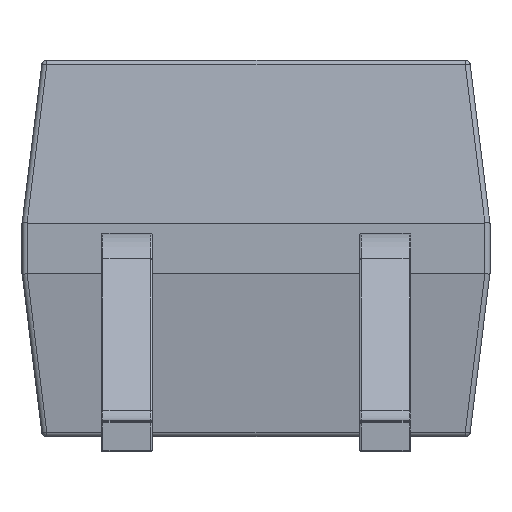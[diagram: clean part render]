
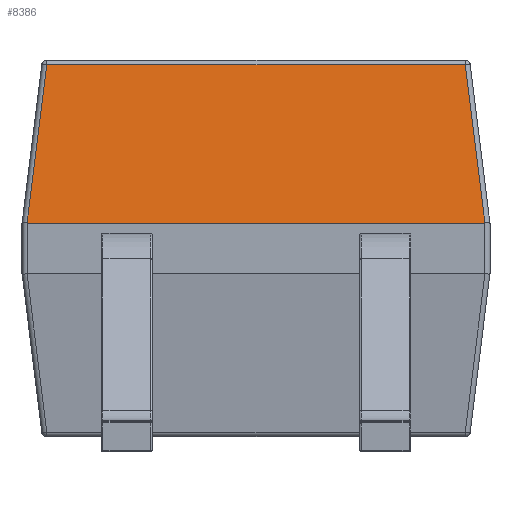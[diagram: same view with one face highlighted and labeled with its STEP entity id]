
A CAD part, left-side view. The second image highlights one B-rep face of the part: STEP entity #8386.
In plain terms, the highlighted planar face has unit normal (-0.992, 0, 0.124).
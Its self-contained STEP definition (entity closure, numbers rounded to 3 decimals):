
#365 = CARTESIAN_POINT ( 'NONE',  ( -3.05, 0., 3.75 ) ) ;
#1337 = VERTEX_POINT ( 'NONE', #10459 ) ;
#1405 = CARTESIAN_POINT ( 'NONE',  ( -3.055, 0., 3.706 ) ) ;
#2752 = AXIS2_PLACEMENT_3D ( 'NONE', #365, #16357, #27467 ) ;
#3070 = CARTESIAN_POINT ( 'NONE',  ( -3.25, -2.25, 2.15 ) ) ;
#6425 = ORIENTED_EDGE ( 'NONE', *, *, #8647, .T. ) ;
#7029 = VECTOR ( 'NONE', #20808, 1000. ) ;
#7473 =( BOUNDED_CURVE ( )  B_SPLINE_CURVE ( 3, ( #8500, #15373, #26768, #10885 ),
 .UNSPECIFIED., .F., .F. ) 
 B_SPLINE_CURVE_WITH_KNOTS ( ( 4, 4 ),
 ( 0., 0.008 ),
 .UNSPECIFIED. ) 
 CURVE ( )  GEOMETRIC_REPRESENTATION_ITEM ( )  RATIONAL_B_SPLINE_CURVE ( ( 1., 1., 1., 1. ) ) 
 REPRESENTATION_ITEM ( '' )  );
#7548 = VECTOR ( 'NONE', #25629, 1000. ) ;
#7616 = VERTEX_POINT ( 'NONE', #25849 ) ;
#7688 = LINE ( 'NONE', #1405, #23733 ) ;
#8000 = EDGE_LOOP ( 'NONE', ( #16360, #16158, #18211, #16659, #19733, #6425 ) ) ;
#8386 = ADVANCED_FACE ( 'NONE', ( #15785 ), #17890, .T. ) ;
#8500 = CARTESIAN_POINT ( 'NONE',  ( -3.25, -2.25, 2.15 ) ) ;
#8647 = EDGE_CURVE ( 'NONE', #1337, #7616, #7688, .T. ) ;
#9591 = EDGE_CURVE ( 'NONE', #16256, #10308, #7473, .T. ) ;
#9925 = DIRECTION ( 'NONE',  ( 0., 1., 0. ) ) ;
#10308 = VERTEX_POINT ( 'NONE', #12001 ) ;
#10459 = CARTESIAN_POINT ( 'NONE',  ( -3.055, -2.056, 3.706 ) ) ;
#10885 = CARTESIAN_POINT ( 'NONE',  ( -3.25, -2.25, 2.15 ) ) ;
#12001 = CARTESIAN_POINT ( 'NONE',  ( -3.25, -2.25, 2.15 ) ) ;
#12152 = CARTESIAN_POINT ( 'NONE',  ( -3.019, -2.019, 3.999 ) ) ;
#12877 = CARTESIAN_POINT ( 'NONE',  ( -3.25, 2.25, 2.15 ) ) ;
#14637 = VERTEX_POINT ( 'NONE', #22226 ) ;
#15373 = CARTESIAN_POINT ( 'NONE',  ( -3.25, -2.25, 2.15 ) ) ;
#15569 = EDGE_CURVE ( 'NONE', #16256, #23676, #20593, .T. ) ;
#15785 = FACE_OUTER_BOUND ( 'NONE', #8000, .T. ) ;
#16158 = ORIENTED_EDGE ( 'NONE', *, *, #17962, .T. ) ;
#16256 = VERTEX_POINT ( 'NONE', #3070 ) ;
#16261 = DIRECTION ( 'NONE',  ( 0., 1., 0. ) ) ;
#16357 = DIRECTION ( 'NONE',  ( -0.992, 0., 0.124 ) ) ;
#16360 = ORIENTED_EDGE ( 'NONE', *, *, #28641, .T. ) ;
#16659 = ORIENTED_EDGE ( 'NONE', *, *, #9591, .T. ) ;
#16805 = EDGE_CURVE ( 'NONE', #10308, #1337, #23595, .T. ) ;
#17209 = CARTESIAN_POINT ( 'NONE',  ( -3.25, 2.25, 2.15 ) ) ;
#17603 = CARTESIAN_POINT ( 'NONE',  ( -3.25, 2.25, 2.15 ) ) ;
#17890 = PLANE ( 'NONE',  #2752 ) ;
#17962 = EDGE_CURVE ( 'NONE', #14637, #23676, #21761, .T. ) ;
#18211 = ORIENTED_EDGE ( 'NONE', *, *, #15569, .F. ) ;
#19733 = ORIENTED_EDGE ( 'NONE', *, *, #16805, .T. ) ;
#20593 = LINE ( 'NONE', #22963, #29273 ) ;
#20808 = DIRECTION ( 'NONE',  ( 0.123, 0.123, 0.985 ) ) ;
#21076 = LINE ( 'NONE', #27553, #7548 ) ;
#21761 =( BOUNDED_CURVE ( )  B_SPLINE_CURVE ( 3, ( #28297, #28443, #12877, #17209 ),
 .UNSPECIFIED., .F., .F. ) 
 B_SPLINE_CURVE_WITH_KNOTS ( ( 4, 4 ),
 ( 6.275, 6.283 ),
 .UNSPECIFIED. ) 
 CURVE ( )  GEOMETRIC_REPRESENTATION_ITEM ( )  RATIONAL_B_SPLINE_CURVE ( ( 1., 1., 1., 1. ) ) 
 REPRESENTATION_ITEM ( '' )  );
#22226 = CARTESIAN_POINT ( 'NONE',  ( -3.25, 2.25, 2.15 ) ) ;
#22963 = CARTESIAN_POINT ( 'NONE',  ( -3.25, 2.3, 2.15 ) ) ;
#23595 = LINE ( 'NONE', #12152, #7029 ) ;
#23676 = VERTEX_POINT ( 'NONE', #17603 ) ;
#23733 = VECTOR ( 'NONE', #9925, 1000. ) ;
#25629 = DIRECTION ( 'NONE',  ( -0.123, 0.123, -0.985 ) ) ;
#25849 = CARTESIAN_POINT ( 'NONE',  ( -3.055, 2.056, 3.706 ) ) ;
#26768 = CARTESIAN_POINT ( 'NONE',  ( -3.25, -2.25, 2.15 ) ) ;
#27467 = DIRECTION ( 'NONE',  ( 0., 1., 0. ) ) ;
#27553 = CARTESIAN_POINT ( 'NONE',  ( -3.019, 2.019, 3.999 ) ) ;
#28297 = CARTESIAN_POINT ( 'NONE',  ( -3.25, 2.25, 2.15 ) ) ;
#28443 = CARTESIAN_POINT ( 'NONE',  ( -3.25, 2.25, 2.15 ) ) ;
#28641 = EDGE_CURVE ( 'NONE', #7616, #14637, #21076, .T. ) ;
#29273 = VECTOR ( 'NONE', #16261, 1000. ) ;
